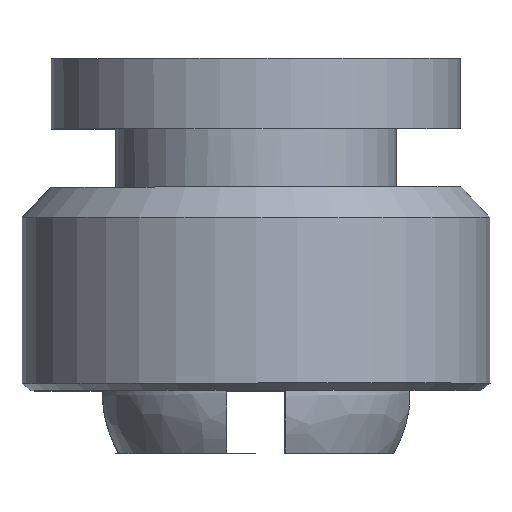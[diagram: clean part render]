
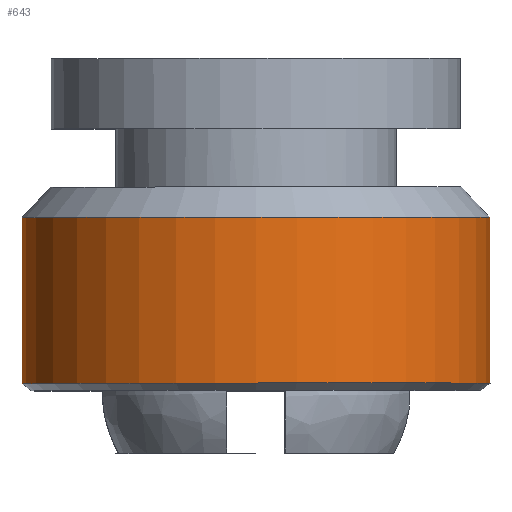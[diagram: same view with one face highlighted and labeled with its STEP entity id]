
A CAD part, top view. The second image highlights one B-rep face of the part: STEP entity #643.
In plain terms, the highlighted cylindrical face has radius 4 mm (diameter 8 mm), a full revolution.
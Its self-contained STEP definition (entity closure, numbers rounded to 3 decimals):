
#40=CYLINDRICAL_SURFACE('',#735,4.);
#85=FACE_OUTER_BOUND('',#123,.T.);
#123=EDGE_LOOP('',(#568,#569,#570,#571));
#169=LINE('',#1289,#215);
#215=VECTOR('',#913,4.);
#251=CIRCLE('',#734,4.);
#252=CIRCLE('',#736,4.);
#310=VERTEX_POINT('',#1283);
#311=VERTEX_POINT('',#1287);
#395=EDGE_CURVE('',#310,#310,#251,.T.);
#397=EDGE_CURVE('',#311,#311,#252,.T.);
#398=EDGE_CURVE('',#311,#310,#169,.T.);
#568=ORIENTED_EDGE('',*,*,#397,.F.);
#569=ORIENTED_EDGE('',*,*,#398,.T.);
#570=ORIENTED_EDGE('',*,*,#395,.T.);
#571=ORIENTED_EDGE('',*,*,#398,.F.);
#643=ADVANCED_FACE('',(#85),#40,.T.);
#734=AXIS2_PLACEMENT_3D('',#1284,#906,#907);
#735=AXIS2_PLACEMENT_3D('',#1286,#909,#910);
#736=AXIS2_PLACEMENT_3D('',#1288,#911,#912);
#906=DIRECTION('center_axis',(1.,0.,0.));
#907=DIRECTION('ref_axis',(0.,0.,-1.));
#909=DIRECTION('center_axis',(1.,0.,0.));
#910=DIRECTION('ref_axis',(0.,1.,0.));
#911=DIRECTION('center_axis',(1.,0.,0.));
#912=DIRECTION('ref_axis',(0.,0.,-1.));
#913=DIRECTION('',(-1.,0.,0.));
#1283=CARTESIAN_POINT('',(5.528,-2.214,0.));
#1284=CARTESIAN_POINT('Origin',(5.528,1.786,0.));
#1286=CARTESIAN_POINT('Origin',(6.946,1.786,0.));
#1287=CARTESIAN_POINT('',(8.364,-2.214,0.));
#1288=CARTESIAN_POINT('Origin',(8.364,1.786,0.));
#1289=CARTESIAN_POINT('',(6.946,-2.214,0.));
